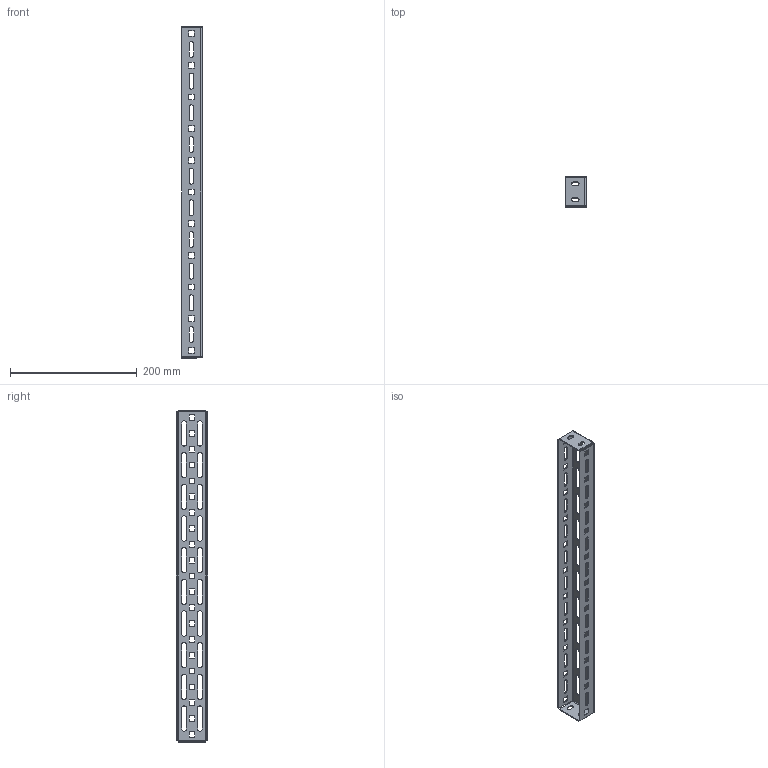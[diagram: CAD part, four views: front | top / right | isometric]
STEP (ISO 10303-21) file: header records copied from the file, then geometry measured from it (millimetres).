
FILE_DESCRIPTION (( 'STEP AP214' ), '1' );
FILE_NAME ('Ðåéêà øèðîêàÿ áîêîâàÿ 600.STEP', '2018-02-26T13:01:48', ( '' ), ( '' ), 'SwSTEP 2.0', 'SolidWorks 2017', '' );
FILE_SCHEMA (( 'AUTOMOTIVE_DESIGN' ));
Length unit declared in the file: millimetre
Products named in the file (1): Ðåéêà øèðîêàÿ áîêîâàÿ 600
Bounding box: 33 x 49 x 524 mm (x, y, z)
Volume: 71773.7 mm3; surface area: 104670.3 mm2
Topology: 1 solids, 1 shells, 410 faces, 1192 edges, 784 vertices
Faces by surface type: plane 290, cylinder 120
Entity records: 13822 total; most frequent: CARTESIAN_POINT 2387, ORIENTED_EDGE 2384, DIRECTION 2254, EDGE_CURVE 1192, LINE 952, VECTOR 952, VERTEX_POINT 784, AXIS2_PLACEMENT_3D 651
